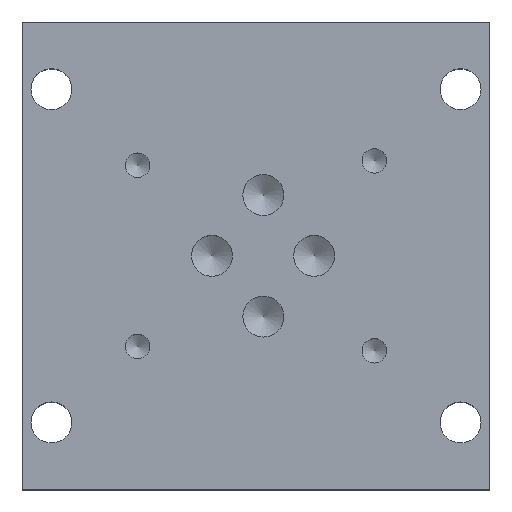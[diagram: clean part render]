
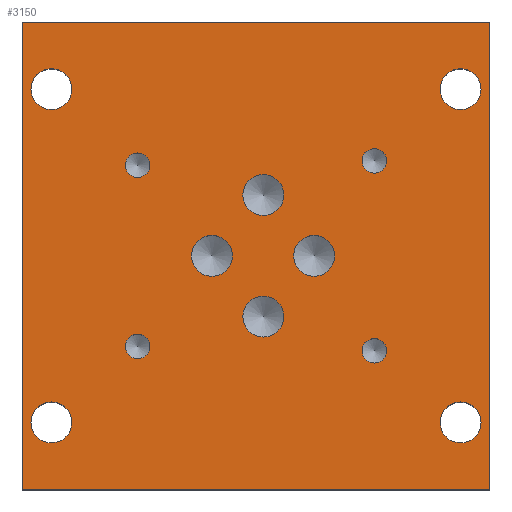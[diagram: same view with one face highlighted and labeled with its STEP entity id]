
A CAD part, top view. The second image highlights one B-rep face of the part: STEP entity #3150.
In plain terms, the highlighted planar face has unit normal (0, 0, 1).
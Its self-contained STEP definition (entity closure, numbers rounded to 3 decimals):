
#907=CARTESIAN_POINT('',(0.0,80.0,35.0));
#908=VERTEX_POINT('',#907);
#909=CARTESIAN_POINT('',(80.0,80.0,35.0));
#910=VERTEX_POINT('',#909);
#911=CARTESIAN_POINT('',(0.0,80.0,35.0));
#912=DIRECTION('',(1.0,0.0,0.0));
#913=VECTOR('',#912,80.0);
#914=LINE('',#911,#913);
#915=EDGE_CURVE('',#908,#910,#914,.T.);
#1854=CARTESIAN_POINT('',(80.0,0.0,35.0));
#1855=VERTEX_POINT('',#1854);
#1856=CARTESIAN_POINT('',(0.0,0.0,35.0));
#1857=VERTEX_POINT('',#1856);
#1858=CARTESIAN_POINT('',(80.0,0.0,35.0));
#1859=DIRECTION('',(-1.0,0.0,0.0));
#1860=VECTOR('',#1859,80.0);
#1861=LINE('',#1858,#1860);
#1862=EDGE_CURVE('',#1855,#1857,#1861,.T.);
#2617=CARTESIAN_POINT('',(78.5,68.5,35.0));
#2618=VERTEX_POINT('',#2617);
#2619=CARTESIAN_POINT('',(75.0,68.5,35.0));
#2620=DIRECTION('',(0.0,0.0,-1.0));
#2621=DIRECTION('',(1.0,0.0,0.0));
#2622=AXIS2_PLACEMENT_3D('',#2619,#2620,#2621);
#2623=CIRCLE('',#2622,3.5);
#2624=EDGE_CURVE('',#2618,#2618,#2623,.T.);
#2645=CARTESIAN_POINT('',(8.5,68.5,35.0));
#2646=VERTEX_POINT('',#2645);
#2647=CARTESIAN_POINT('',(5.0,68.5,35.0));
#2648=DIRECTION('',(0.0,0.0,-1.0));
#2649=DIRECTION('',(1.0,0.0,0.0));
#2650=AXIS2_PLACEMENT_3D('',#2647,#2648,#2649);
#2651=CIRCLE('',#2650,3.5);
#2652=EDGE_CURVE('',#2646,#2646,#2651,.T.);
#2673=CARTESIAN_POINT('',(78.5,11.5,35.0));
#2674=VERTEX_POINT('',#2673);
#2675=CARTESIAN_POINT('',(75.0,11.5,35.0));
#2676=DIRECTION('',(0.0,0.0,-1.0));
#2677=DIRECTION('',(1.0,0.0,0.0));
#2678=AXIS2_PLACEMENT_3D('',#2675,#2676,#2677);
#2679=CIRCLE('',#2678,3.5);
#2680=EDGE_CURVE('',#2674,#2674,#2679,.T.);
#2701=CARTESIAN_POINT('',(8.5,11.5,35.0));
#2702=VERTEX_POINT('',#2701);
#2703=CARTESIAN_POINT('',(5.0,11.5,35.0));
#2704=DIRECTION('',(0.0,0.0,-1.0));
#2705=DIRECTION('',(1.0,0.0,0.0));
#2706=AXIS2_PLACEMENT_3D('',#2703,#2704,#2705);
#2707=CIRCLE('',#2706,3.5);
#2708=EDGE_CURVE('',#2702,#2702,#2707,.T.);
#2735=CARTESIAN_POINT('',(62.35,23.75,35.0));
#2736=VERTEX_POINT('',#2735);
#2737=CARTESIAN_POINT('',(60.25,23.75,35.0));
#2738=DIRECTION('',(0.0,0.0,-1.0));
#2739=DIRECTION('',(1.0,0.0,0.0));
#2740=AXIS2_PLACEMENT_3D('',#2737,#2738,#2739);
#2741=CIRCLE('',#2740,2.1);
#2742=EDGE_CURVE('',#2736,#2736,#2741,.T.);
#2772=CARTESIAN_POINT('',(21.85,24.5,35.0));
#2773=VERTEX_POINT('',#2772);
#2774=CARTESIAN_POINT('',(19.75,24.5,35.0));
#2775=DIRECTION('',(0.0,0.0,-1.0));
#2776=DIRECTION('',(1.0,0.0,0.0));
#2777=AXIS2_PLACEMENT_3D('',#2774,#2775,#2776);
#2778=CIRCLE('',#2777,2.1);
#2779=EDGE_CURVE('',#2773,#2773,#2778,.T.);
#2809=CARTESIAN_POINT('',(62.35,56.25,35.0));
#2810=VERTEX_POINT('',#2809);
#2811=CARTESIAN_POINT('',(60.25,56.25,35.0));
#2812=DIRECTION('',(0.0,0.0,-1.0));
#2813=DIRECTION('',(1.0,0.0,0.0));
#2814=AXIS2_PLACEMENT_3D('',#2811,#2812,#2813);
#2815=CIRCLE('',#2814,2.1);
#2816=EDGE_CURVE('',#2810,#2810,#2815,.T.);
#2846=CARTESIAN_POINT('',(21.85,55.5,35.0));
#2847=VERTEX_POINT('',#2846);
#2848=CARTESIAN_POINT('',(19.75,55.5,35.0));
#2849=DIRECTION('',(0.0,0.0,-1.0));
#2850=DIRECTION('',(1.0,0.0,0.0));
#2851=AXIS2_PLACEMENT_3D('',#2848,#2849,#2850);
#2852=CIRCLE('',#2851,2.1);
#2853=EDGE_CURVE('',#2847,#2847,#2852,.T.);
#2883=CARTESIAN_POINT('',(53.45,40.0,35.0));
#2884=VERTEX_POINT('',#2883);
#2885=CARTESIAN_POINT('',(49.95,40.0,35.0));
#2886=DIRECTION('',(0.0,0.0,-1.0));
#2887=DIRECTION('',(1.0,0.0,0.0));
#2888=AXIS2_PLACEMENT_3D('',#2885,#2886,#2887);
#2889=CIRCLE('',#2888,3.5);
#2890=EDGE_CURVE('',#2884,#2884,#2889,.T.);
#2920=CARTESIAN_POINT('',(35.95,40.0,35.0));
#2921=VERTEX_POINT('',#2920);
#2922=CARTESIAN_POINT('',(32.45,40.0,35.0));
#2923=DIRECTION('',(0.0,0.0,-1.0));
#2924=DIRECTION('',(1.0,0.0,0.0));
#2925=AXIS2_PLACEMENT_3D('',#2922,#2923,#2924);
#2926=CIRCLE('',#2925,3.5);
#2927=EDGE_CURVE('',#2921,#2921,#2926,.T.);
#2957=CARTESIAN_POINT('',(44.75,50.4,35.0));
#2958=VERTEX_POINT('',#2957);
#2959=CARTESIAN_POINT('',(41.25,50.4,35.0));
#2960=DIRECTION('',(0.0,0.0,-1.0));
#2961=DIRECTION('',(1.0,0.0,0.0));
#2962=AXIS2_PLACEMENT_3D('',#2959,#2960,#2961);
#2963=CIRCLE('',#2962,3.5);
#2964=EDGE_CURVE('',#2958,#2958,#2963,.T.);
#2994=CARTESIAN_POINT('',(44.75,29.6,35.0));
#2995=VERTEX_POINT('',#2994);
#2996=CARTESIAN_POINT('',(41.25,29.6,35.0));
#2997=DIRECTION('',(0.0,0.0,-1.0));
#2998=DIRECTION('',(1.0,0.0,0.0));
#2999=AXIS2_PLACEMENT_3D('',#2996,#2997,#2998);
#3000=CIRCLE('',#2999,3.5);
#3001=EDGE_CURVE('',#2995,#2995,#3000,.T.);
#3014=CARTESIAN_POINT('',(0.0,0.0,35.0));
#3015=DIRECTION('',(0.0,1.0,0.0));
#3016=VECTOR('',#3015,80.0);
#3017=LINE('',#3014,#3016);
#3018=EDGE_CURVE('',#1857,#908,#3017,.T.);
#3051=CARTESIAN_POINT('',(80.0,80.0,35.0));
#3052=DIRECTION('',(0.0,-1.0,0.0));
#3053=VECTOR('',#3052,80.0);
#3054=LINE('',#3051,#3053);
#3055=EDGE_CURVE('',#910,#1855,#3054,.T.);
#3103=CARTESIAN_POINT('',(40.0,40.0,35.0));
#3104=DIRECTION('',(0.0,0.0,1.0));
#3105=DIRECTION('',(1.0,0.0,0.0));
#3106=AXIS2_PLACEMENT_3D('',#3103,#3104,#3105);
#3107=PLANE('',#3106);
#3108=ORIENTED_EDGE('',*,*,#3018,.F.);
#3109=ORIENTED_EDGE('',*,*,#1862,.F.);
#3110=ORIENTED_EDGE('',*,*,#3055,.F.);
#3111=ORIENTED_EDGE('',*,*,#915,.F.);
#3112=EDGE_LOOP('',(#3108,#3109,#3110,#3111));
#3113=FACE_OUTER_BOUND('',#3112,.T.);
#3114=ORIENTED_EDGE('',*,*,#2624,.T.);
#3115=EDGE_LOOP('',(#3114));
#3116=FACE_BOUND('',#3115,.T.);
#3117=ORIENTED_EDGE('',*,*,#2652,.T.);
#3118=EDGE_LOOP('',(#3117));
#3119=FACE_BOUND('',#3118,.T.);
#3120=ORIENTED_EDGE('',*,*,#2680,.T.);
#3121=EDGE_LOOP('',(#3120));
#3122=FACE_BOUND('',#3121,.T.);
#3123=ORIENTED_EDGE('',*,*,#2708,.T.);
#3124=EDGE_LOOP('',(#3123));
#3125=FACE_BOUND('',#3124,.T.);
#3126=ORIENTED_EDGE('',*,*,#2742,.T.);
#3127=EDGE_LOOP('',(#3126));
#3128=FACE_BOUND('',#3127,.T.);
#3129=ORIENTED_EDGE('',*,*,#2779,.T.);
#3130=EDGE_LOOP('',(#3129));
#3131=FACE_BOUND('',#3130,.T.);
#3132=ORIENTED_EDGE('',*,*,#2816,.T.);
#3133=EDGE_LOOP('',(#3132));
#3134=FACE_BOUND('',#3133,.T.);
#3135=ORIENTED_EDGE('',*,*,#2853,.T.);
#3136=EDGE_LOOP('',(#3135));
#3137=FACE_BOUND('',#3136,.T.);
#3138=ORIENTED_EDGE('',*,*,#2890,.T.);
#3139=EDGE_LOOP('',(#3138));
#3140=FACE_BOUND('',#3139,.T.);
#3141=ORIENTED_EDGE('',*,*,#2927,.T.);
#3142=EDGE_LOOP('',(#3141));
#3143=FACE_BOUND('',#3142,.T.);
#3144=ORIENTED_EDGE('',*,*,#2964,.T.);
#3145=EDGE_LOOP('',(#3144));
#3146=FACE_BOUND('',#3145,.T.);
#3147=ORIENTED_EDGE('',*,*,#3001,.T.);
#3148=EDGE_LOOP('',(#3147));
#3149=FACE_BOUND('',#3148,.T.);
#3150=ADVANCED_FACE('',(#3113,#3116,#3119,#3122,#3125,#3128,#3131,#3134,#3137,#3140,#3143,#3146,#3149),#3107,.T.);
